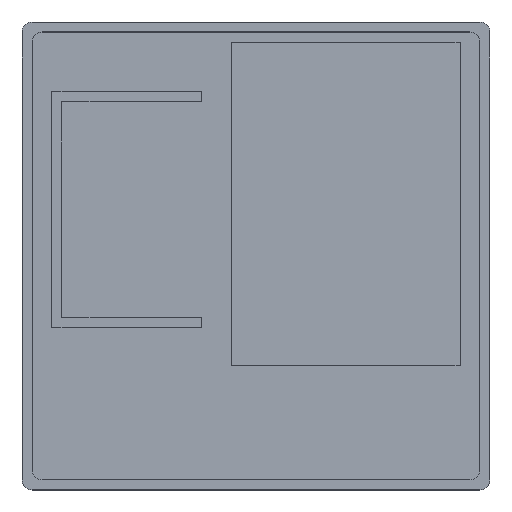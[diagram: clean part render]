
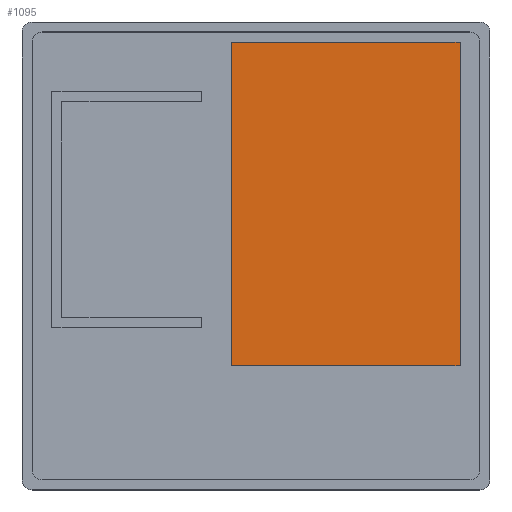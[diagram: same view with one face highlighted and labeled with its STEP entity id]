
A CAD part, top view. The second image highlights one B-rep face of the part: STEP entity #1095.
In plain terms, the highlighted planar face has unit normal (0, 0, 1).
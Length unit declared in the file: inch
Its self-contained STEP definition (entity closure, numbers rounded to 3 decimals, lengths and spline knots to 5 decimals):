
#10 = CARTESIAN_POINT ( 'NONE',  ( -0.25, -1.1, 0.05 ) ) ;
#20 = DIRECTION ( 'NONE',  ( 0., 0., -1. ) ) ;
#157 = VERTEX_POINT ( 'NONE', #1009 ) ;
#179 = LINE ( 'NONE', #362, #591 ) ;
#205 = PLANE ( 'NONE',  #647 ) ;
#247 = VERTEX_POINT ( 'NONE', #1026 ) ;
#272 = LINE ( 'NONE', #642, #834 ) ;
#280 = CARTESIAN_POINT ( 'NONE',  ( 0., 0., 0.05 ) ) ;
#309 = VECTOR ( 'NONE', #1053, 39.37008 ) ;
#318 = ORIENTED_EDGE ( 'NONE', *, *, #445, .T. ) ;
#330 = LINE ( 'NONE', #622, #792 ) ;
#335 = DIRECTION ( 'NONE',  ( 0., -1., 0. ) ) ;
#337 = VERTEX_POINT ( 'NONE', #763 ) ;
#362 = CARTESIAN_POINT ( 'NONE',  ( -0.25, 2.15, 0.05 ) ) ;
#382 = VERTEX_POINT ( 'NONE', #537 ) ;
#445 = EDGE_CURVE ( 'NONE', #382, #247, #701, .T. ) ;
#451 = ORIENTED_EDGE ( 'NONE', *, *, #550, .T. ) ;
#464 = EDGE_CURVE ( 'NONE', #157, #337, #179, .T. ) ;
#537 = CARTESIAN_POINT ( 'NONE',  ( -0.25, -1.1, 0.05 ) ) ;
#540 = ORIENTED_EDGE ( 'NONE', *, *, #464, .T. ) ;
#550 = EDGE_CURVE ( 'NONE', #337, #382, #330, .T. ) ;
#591 = VECTOR ( 'NONE', #618, 39.37008 ) ;
#607 = ORIENTED_EDGE ( 'NONE', *, *, #1134, .T. ) ;
#618 = DIRECTION ( 'NONE',  ( -1., 0., 0. ) ) ;
#622 = CARTESIAN_POINT ( 'NONE',  ( -0.25, -1.1, 0.05 ) ) ;
#642 = CARTESIAN_POINT ( 'NONE',  ( 2.05, -1.1, 0.05 ) ) ;
#647 = AXIS2_PLACEMENT_3D ( 'NONE', #280, #20, #989 ) ;
#701 = LINE ( 'NONE', #10, #309 ) ;
#763 = CARTESIAN_POINT ( 'NONE',  ( -0.25, 2.15, 0.05 ) ) ;
#792 = VECTOR ( 'NONE', #335, 39.37008 ) ;
#799 = FACE_OUTER_BOUND ( 'NONE', #1030, .T. ) ;
#834 = VECTOR ( 'NONE', #1062, 39.37008 ) ;
#989 = DIRECTION ( 'NONE',  ( -1., 0., 0. ) ) ;
#1009 = CARTESIAN_POINT ( 'NONE',  ( 2.05, 2.15, 0.05 ) ) ;
#1026 = CARTESIAN_POINT ( 'NONE',  ( 2.05, -1.1, 0.05 ) ) ;
#1030 = EDGE_LOOP ( 'NONE', ( #451, #318, #607, #540 ) ) ;
#1053 = DIRECTION ( 'NONE',  ( 1., 0., 0. ) ) ;
#1062 = DIRECTION ( 'NONE',  ( 0., 1., 0. ) ) ;
#1095 = ADVANCED_FACE ( 'NONE', ( #799 ), #205, .F. ) ;
#1134 = EDGE_CURVE ( 'NONE', #247, #157, #272, .T. ) ;
